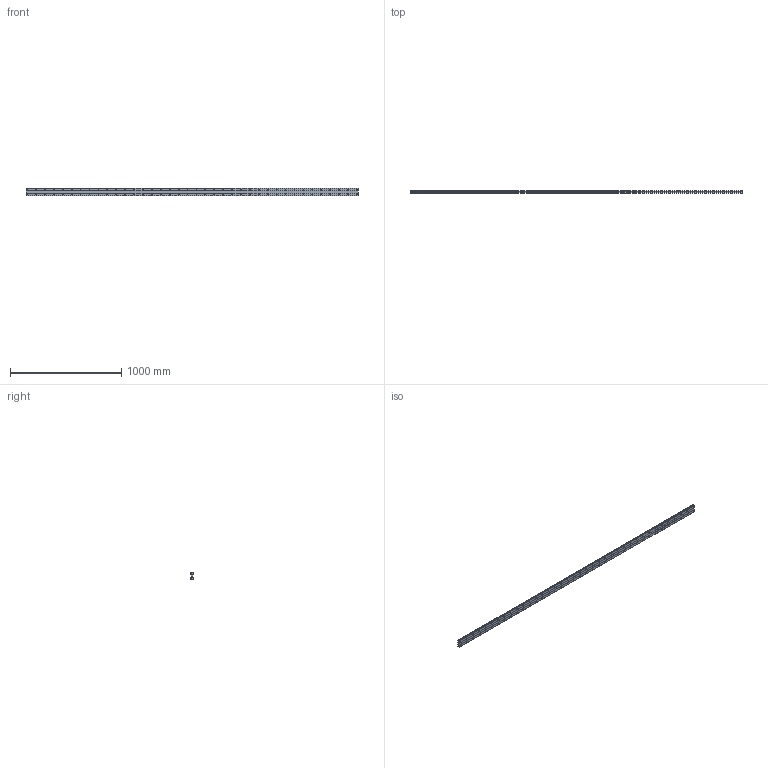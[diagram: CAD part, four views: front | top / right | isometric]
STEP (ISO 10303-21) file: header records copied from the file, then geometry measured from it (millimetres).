
FILE_DESCRIPTION (( 'STEP AP214' ), '1' );
FILE_NAME ('HRW35CA1SS-2980L_G10_0_B-M6F_1436-7_0_0_0_1.STEP', '2021-07-07T10:19:52', ( '' ), ( '' ), 'SwSTEP 2.0', 'SolidWorks 2021', '' );
FILE_SCHEMA (( 'AUTOMOTIVE_DESIGN' ));
Length unit declared in the file: millimetre
Products named in the file (2): _HRW35CA298010 Track; HRW35CA1SS-2980L_G10_0_B-M6F_1436-7_0_0_0_1
Assembly tree (1 placements, depth 2):
  HRW35CA1SS-2980L_G10_0_B-M6F_1436-7_0_0_0_1
    _HRW35CA298010 Track
Bounding box: 2980 x 19 x 69 mm (x, y, z)
Volume: 3476783.3 mm3; surface area: 580629.4 mm2
Topology: 1 solids, 1 shells, 412 faces, 1002 edges, 668 vertices
Faces by surface type: cylinder 308, plane 104
Entity records: 12792 total; most frequent: DIRECTION 2450, CARTESIAN_POINT 2086, ORIENTED_EDGE 2004, AXIS2_PLACEMENT_3D 1032, EDGE_CURVE 1002, VERTEX_POINT 668, EDGE_LOOP 640, CIRCLE 616
